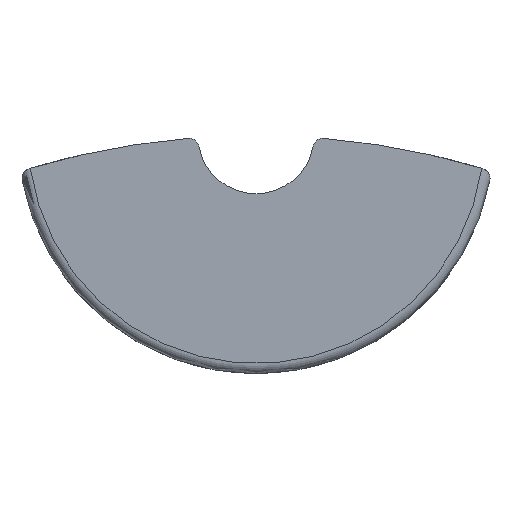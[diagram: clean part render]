
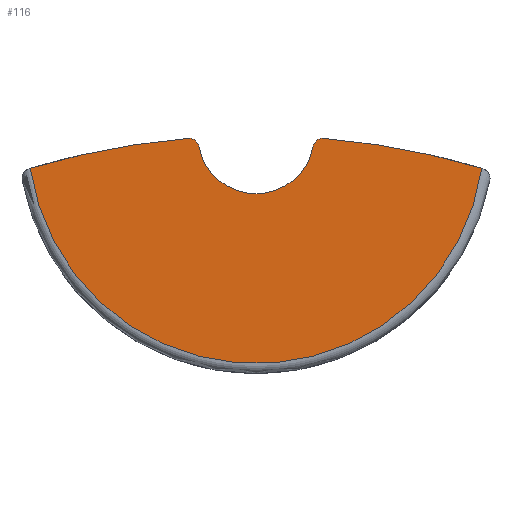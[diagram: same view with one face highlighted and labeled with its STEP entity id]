
A CAD part, top view. The second image highlights one B-rep face of the part: STEP entity #116.
In plain terms, the highlighted planar face has unit normal (0, 0, 1).
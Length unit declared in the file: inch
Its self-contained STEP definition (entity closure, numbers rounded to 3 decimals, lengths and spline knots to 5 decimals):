
#116=ADVANCED_FACE('',(#304),#305,.T.);
#160=EDGE_CURVE('',#368,#371,#372,.T.);
#164=EDGE_CURVE('',#376,#371,#377,.T.);
#170=EDGE_CURVE('',#368,#384,#385,.T.);
#172=EDGE_CURVE('',#384,#387,#388,.T.);
#174=EDGE_CURVE('',#387,#390,#391,.T.);
#176=EDGE_CURVE('',#376,#390,#393,.T.);
#304=FACE_OUTER_BOUND('',#539,.T.);
#305=PLANE('',#540);
#368=VERTEX_POINT('',#605);
#371=VERTEX_POINT('',#610);
#372=CIRCLE('',#611,0.03125);
#376=VERTEX_POINT('',#618);
#377=CIRCLE('',#619,0.1835);
#384=VERTEX_POINT('',#630);
#385=CIRCLE('',#631,2.5);
#387=VERTEX_POINT('',#634);
#388=CIRCLE('',#635,0.71875);
#390=VERTEX_POINT('',#638);
#391=CIRCLE('',#639,2.5);
#393=CIRCLE('',#642,0.03125);
#539=EDGE_LOOP('',(#945,#946,#947,#948,#949,#950));
#540=AXIS2_PLACEMENT_3D('',#951,#952,#953);
#605=CARTESIAN_POINT('',(-0.21361,-0.00914,0.33));
#610=CARTESIAN_POINT('',(-0.18024,-0.03442,0.33));
#611=AXIS2_PLACEMENT_3D('',#1140,#1141,#1142);
#618=CARTESIAN_POINT('',(0.18024,-0.03442,0.33));
#619=AXIS2_PLACEMENT_3D('',#1144,#1145,#1146);
#630=CARTESIAN_POINT('',(-0.71129,-0.10332,0.33));
#631=AXIS2_PLACEMENT_3D('',#1151,#1152,#1153);
#634=CARTESIAN_POINT('',(0.71129,-0.10332,0.33));
#635=AXIS2_PLACEMENT_3D('',#1154,#1155,#1156);
#638=CARTESIAN_POINT('',(0.21361,-0.00914,0.33));
#639=AXIS2_PLACEMENT_3D('',#1157,#1158,#1159);
#642=AXIS2_PLACEMENT_3D('',#1160,#1161,#1162);
#945=ORIENTED_EDGE('',*,*,#160,.F.);
#946=ORIENTED_EDGE('',*,*,#170,.T.);
#947=ORIENTED_EDGE('',*,*,#172,.T.);
#948=ORIENTED_EDGE('',*,*,#174,.T.);
#949=ORIENTED_EDGE('',*,*,#176,.F.);
#950=ORIENTED_EDGE('',*,*,#164,.T.);
#951=CARTESIAN_POINT('',(0.0,-1.25,0.33));
#952=DIRECTION('',(0.0,0.0,1.0));
#953=DIRECTION('',(1.0,0.0,0.0));
#1140=CARTESIAN_POINT('',(-0.21094,-0.04028,0.33));
#1141=DIRECTION('',(0.0,0.0,-1.0));
#1142=DIRECTION('',(0.604,0.797,0.0));
#1144=CARTESIAN_POINT('',(0.0,0.0,0.33));
#1145=DIRECTION('',(-0.0,0.0,-1.0));
#1146=DIRECTION('',(-1.0,0.0,0.0));
#1151=CARTESIAN_POINT('',(0.0,-2.5,0.33));
#1152=DIRECTION('',(0.0,0.0,1.0));
#1153=DIRECTION('',(1.0,0.0,0.0));
#1154=CARTESIAN_POINT('',(0.0,0.0,0.33));
#1155=DIRECTION('',(0.0,0.0,1.0));
#1156=DIRECTION('',(1.0,0.0,0.0));
#1157=CARTESIAN_POINT('',(0.0,-2.5,0.33));
#1158=DIRECTION('',(0.0,0.0,1.0));
#1159=DIRECTION('',(1.0,0.0,0.0));
#1160=CARTESIAN_POINT('',(0.21094,-0.04028,0.33));
#1161=DIRECTION('',(-0.0,0.0,-1.0));
#1162=DIRECTION('',(-0.604,0.797,0.0));
